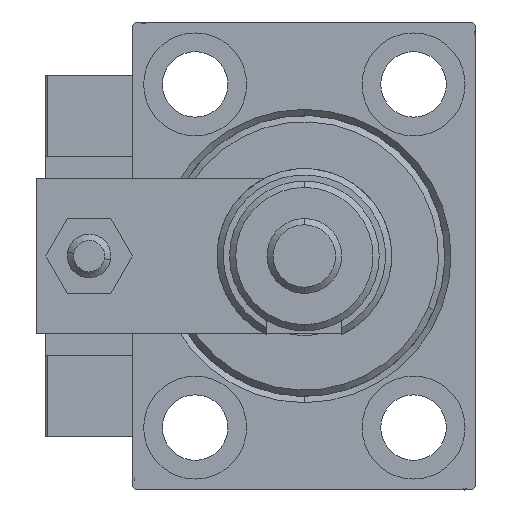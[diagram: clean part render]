
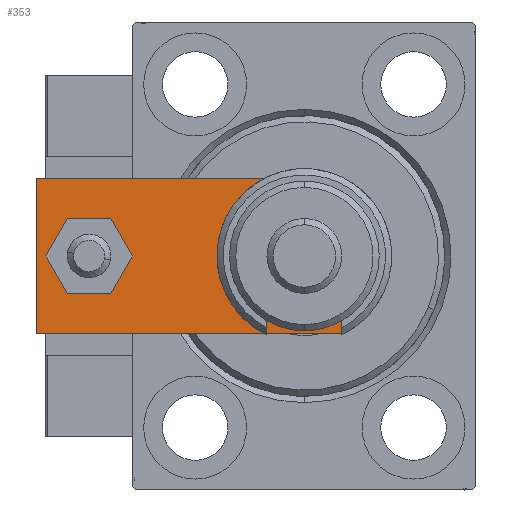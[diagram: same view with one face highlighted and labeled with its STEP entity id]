
A CAD part, left-side view. The second image highlights one B-rep face of the part: STEP entity #353.
In plain terms, the highlighted face is planar.
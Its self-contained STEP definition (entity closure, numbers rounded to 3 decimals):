
#353 = ADVANCED_FACE ( 'NONE', ( #40486, #36961, #12325 ), #53470, .T. ) ;
#539 = VECTOR ( 'NONE', #12231, 1000. ) ;
#904 = EDGE_CURVE ( 'NONE', #6193, #33305, #14278, .T. ) ;
#1138 = CARTESIAN_POINT ( 'NONE',  ( 4., 46.5, 6. ) ) ;
#2441 = VERTEX_POINT ( 'NONE', #12492 ) ;
#4341 = DIRECTION ( 'NONE',  ( 0., -1., 0. ) ) ;
#5542 = DIRECTION ( 'NONE',  ( 0.707, 0.707, 0. ) ) ;
#5842 = CIRCLE ( 'NONE', #39536, 4. ) ;
#6193 = VERTEX_POINT ( 'NONE', #12124 ) ;
#8987 = VECTOR ( 'NONE', #5542, 1000. ) ;
#9197 = VERTEX_POINT ( 'NONE', #1138 ) ;
#9476 = DIRECTION ( 'NONE',  ( 0., 0., 1. ) ) ;
#9787 = DIRECTION ( 'NONE',  ( 1., 0., 0. ) ) ;
#10159 = LINE ( 'NONE', #51553, #8987 ) ;
#11043 = EDGE_CURVE ( 'NONE', #33305, #2441, #40301, .T. ) ;
#11440 = CIRCLE ( 'NONE', #37383, 4. ) ;
#12124 = CARTESIAN_POINT ( 'NONE',  ( 12.5, 5.66, 6. ) ) ;
#12231 = DIRECTION ( 'NONE',  ( 1., 0., 0. ) ) ;
#12325 = FACE_BOUND ( 'NONE', #16387, .T. ) ;
#12492 = CARTESIAN_POINT ( 'NONE',  ( -12.5, 55., 6. ) ) ;
#13546 = VERTEX_POINT ( 'NONE', #48063 ) ;
#13939 = DIRECTION ( 'NONE',  ( 1., 0., 0. ) ) ;
#14278 = LINE ( 'NONE', #30801, #51631 ) ;
#14736 = ORIENTED_EDGE ( 'NONE', *, *, #29081, .T. ) ;
#15608 = CARTESIAN_POINT ( 'NONE',  ( -8.25, 12., 6. ) ) ;
#16387 = EDGE_LOOP ( 'NONE', ( #32594, #28361 ) ) ;
#16388 = CARTESIAN_POINT ( 'NONE',  ( 0., 0., 6. ) ) ;
#17221 = EDGE_CURVE ( 'NONE', #48097, #9197, #11440, .T. ) ;
#17598 = ORIENTED_EDGE ( 'NONE', *, *, #45219, .T. ) ;
#21487 = CIRCLE ( 'NONE', #24918, 8.25 ) ;
#22395 = ORIENTED_EDGE ( 'NONE', *, *, #17221, .F. ) ;
#22768 = CARTESIAN_POINT ( 'NONE',  ( 12.5, 55., 6. ) ) ;
#22853 = VERTEX_POINT ( 'NONE', #41045 ) ;
#22967 = DIRECTION ( 'NONE',  ( 0., 1., 0. ) ) ;
#23105 = EDGE_LOOP ( 'NONE', ( #29697, #51429, #14736, #17598, #25118, #40033 ) ) ;
#23359 = VECTOR ( 'NONE', #35725, 1000. ) ;
#24244 = VERTEX_POINT ( 'NONE', #46640 ) ;
#24918 = AXIS2_PLACEMENT_3D ( 'NONE', #26842, #46844, #9787 ) ;
#24930 = DIRECTION ( 'NONE',  ( 1., 0., 0. ) ) ;
#25118 = ORIENTED_EDGE ( 'NONE', *, *, #904, .T. ) ;
#25203 = CARTESIAN_POINT ( 'NONE',  ( 0., 46.5, 6. ) ) ;
#25233 = DIRECTION ( 'NONE',  ( 1., 0., 0. ) ) ;
#26393 = DIRECTION ( 'NONE',  ( 0., 0., 1. ) ) ;
#26842 = CARTESIAN_POINT ( 'NONE',  ( 0., 12., 6. ) ) ;
#27716 = CARTESIAN_POINT ( 'NONE',  ( -3.42, -3.42, 6. ) ) ;
#28115 = VERTEX_POINT ( 'NONE', #40001 ) ;
#28361 = ORIENTED_EDGE ( 'NONE', *, *, #51835, .F. ) ;
#29081 = EDGE_CURVE ( 'NONE', #22853, #13546, #53380, .T. ) ;
#29697 = ORIENTED_EDGE ( 'NONE', *, *, #53182, .T. ) ;
#29856 = VECTOR ( 'NONE', #4341, 1000. ) ;
#30552 = CARTESIAN_POINT ( 'NONE',  ( 0., 46.5, 6. ) ) ;
#30801 = CARTESIAN_POINT ( 'NONE',  ( 12.5, 0., 6. ) ) ;
#31774 = LINE ( 'NONE', #27716, #43209 ) ;
#32594 = ORIENTED_EDGE ( 'NONE', *, *, #35499, .F. ) ;
#32815 = CARTESIAN_POINT ( 'NONE',  ( -12.5, 0., 6. ) ) ;
#32912 = DIRECTION ( 'NONE',  ( 0., 0., 1. ) ) ;
#33305 = VERTEX_POINT ( 'NONE', #22768 ) ;
#33606 = DIRECTION ( 'NONE',  ( 0., 0., 1. ) ) ;
#34308 = EDGE_CURVE ( 'NONE', #9197, #48097, #5842, .T. ) ;
#35499 = EDGE_CURVE ( 'NONE', #41325, #24244, #21487, .T. ) ;
#35725 = DIRECTION ( 'NONE',  ( -1., 0., 0. ) ) ;
#36961 = FACE_OUTER_BOUND ( 'NONE', #23105, .T. ) ;
#37383 = AXIS2_PLACEMENT_3D ( 'NONE', #25203, #9476, #24930 ) ;
#38450 = CARTESIAN_POINT ( 'NONE',  ( -4., 46.5, 6. ) ) ;
#39085 = EDGE_CURVE ( 'NONE', #28115, #22853, #31774, .T. ) ;
#39536 = AXIS2_PLACEMENT_3D ( 'NONE', #30552, #33606, #25233 ) ;
#40001 = CARTESIAN_POINT ( 'NONE',  ( -12.5, 5.66, 6. ) ) ;
#40033 = ORIENTED_EDGE ( 'NONE', *, *, #11043, .T. ) ;
#40136 = DIRECTION ( 'NONE',  ( 0.707, -0.707, 0. ) ) ;
#40301 = LINE ( 'NONE', #46618, #23359 ) ;
#40486 = FACE_BOUND ( 'NONE', #50940, .T. ) ;
#41045 = CARTESIAN_POINT ( 'NONE',  ( -6.84, 0., 6. ) ) ;
#41325 = VERTEX_POINT ( 'NONE', #15608 ) ;
#42072 = AXIS2_PLACEMENT_3D ( 'NONE', #16388, #32912, #49414 ) ;
#43209 = VECTOR ( 'NONE', #40136, 1000. ) ;
#43789 = ORIENTED_EDGE ( 'NONE', *, *, #34308, .F. ) ;
#44955 = LINE ( 'NONE', #53357, #29856 ) ;
#45219 = EDGE_CURVE ( 'NONE', #13546, #6193, #10159, .T. ) ;
#45370 = CIRCLE ( 'NONE', #50562, 8.25 ) ;
#46618 = CARTESIAN_POINT ( 'NONE',  ( 12.5, 55., 6. ) ) ;
#46640 = CARTESIAN_POINT ( 'NONE',  ( 8.25, 12., 6. ) ) ;
#46844 = DIRECTION ( 'NONE',  ( 0., 0., 1. ) ) ;
#48063 = CARTESIAN_POINT ( 'NONE',  ( 6.84, 0., 6. ) ) ;
#48097 = VERTEX_POINT ( 'NONE', #38450 ) ;
#49414 = DIRECTION ( 'NONE',  ( 1., 0., 0. ) ) ;
#50562 = AXIS2_PLACEMENT_3D ( 'NONE', #50748, #26393, #13939 ) ;
#50748 = CARTESIAN_POINT ( 'NONE',  ( 0., 12., 6. ) ) ;
#50940 = EDGE_LOOP ( 'NONE', ( #22395, #43789 ) ) ;
#51429 = ORIENTED_EDGE ( 'NONE', *, *, #39085, .T. ) ;
#51553 = CARTESIAN_POINT ( 'NONE',  ( 3.42, -3.42, 6. ) ) ;
#51631 = VECTOR ( 'NONE', #22967, 1000. ) ;
#51835 = EDGE_CURVE ( 'NONE', #24244, #41325, #45370, .T. ) ;
#53182 = EDGE_CURVE ( 'NONE', #2441, #28115, #44955, .T. ) ;
#53357 = CARTESIAN_POINT ( 'NONE',  ( -12.5, 55., 6. ) ) ;
#53380 = LINE ( 'NONE', #32815, #539 ) ;
#53470 = PLANE ( 'NONE',  #42072 ) ;
